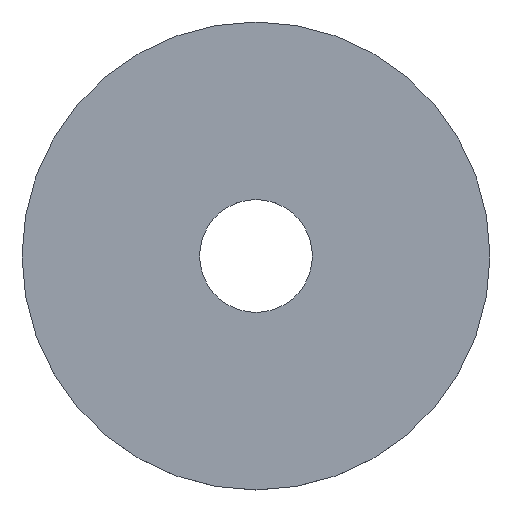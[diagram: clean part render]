
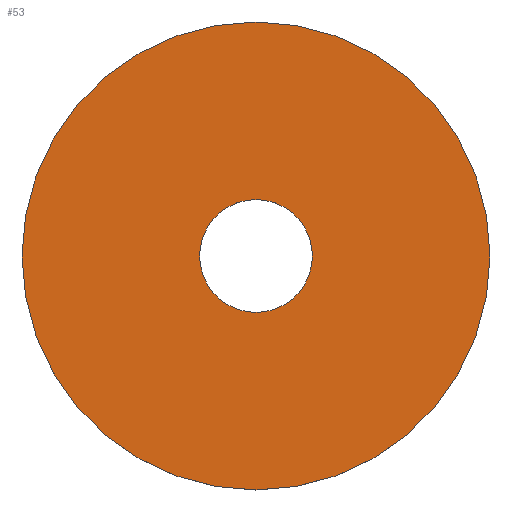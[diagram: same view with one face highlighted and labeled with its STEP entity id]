
A CAD part, top view. The second image highlights one B-rep face of the part: STEP entity #53.
In plain terms, the highlighted planar face has unit normal (0, 0, 1).
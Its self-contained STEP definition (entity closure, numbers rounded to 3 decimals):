
#7 = DIRECTION ( 'NONE',  ( 1., 0., 0. ) ) ;
#9 = CARTESIAN_POINT ( 'NONE',  ( -6.05, 0., 2. ) ) ;
#12 = CARTESIAN_POINT ( 'NONE',  ( 0., 0., 2. ) ) ;
#17 = EDGE_CURVE ( 'NONE', #34, #67, #189, .T. ) ;
#31 = VERTEX_POINT ( 'NONE', #168 ) ;
#34 = VERTEX_POINT ( 'NONE', #9 ) ;
#37 = CIRCLE ( 'NONE', #206, 6.05 ) ;
#38 = EDGE_CURVE ( 'NONE', #67, #34, #37, .T. ) ;
#39 = CARTESIAN_POINT ( 'NONE',  ( 6.05, 0., 2. ) ) ;
#42 = DIRECTION ( 'NONE',  ( 0., 0., 1. ) ) ;
#43 = AXIS2_PLACEMENT_3D ( 'NONE', #12, #42, #152 ) ;
#47 = AXIS2_PLACEMENT_3D ( 'NONE', #177, #211, #194 ) ;
#53 = ADVANCED_FACE ( 'NONE', ( #105, #166 ), #209, .T. ) ;
#59 = DIRECTION ( 'NONE',  ( 1., 0., 0. ) ) ;
#61 = DIRECTION ( 'NONE',  ( 0., 0., 1. ) ) ;
#66 = ORIENTED_EDGE ( 'NONE', *, *, #17, .F. ) ;
#67 = VERTEX_POINT ( 'NONE', #39 ) ;
#73 = ORIENTED_EDGE ( 'NONE', *, *, #204, .T. ) ;
#79 = EDGE_LOOP ( 'NONE', ( #179, #66 ) ) ;
#83 = CIRCLE ( 'NONE', #47, 25.1 ) ;
#86 = CIRCLE ( 'NONE', #193, 25.1 ) ;
#87 = AXIS2_PLACEMENT_3D ( 'NONE', #135, #137, #7 ) ;
#99 = ORIENTED_EDGE ( 'NONE', *, *, #147, .T. ) ;
#104 = DIRECTION ( 'NONE',  ( 0., 0., 1. ) ) ;
#105 = FACE_BOUND ( 'NONE', #79, .T. ) ;
#108 = CARTESIAN_POINT ( 'NONE',  ( 25.1, 0., 2. ) ) ;
#125 = CARTESIAN_POINT ( 'NONE',  ( 0., 0., 2. ) ) ;
#135 = CARTESIAN_POINT ( 'NONE',  ( 0., 0., 2. ) ) ;
#137 = DIRECTION ( 'NONE',  ( 0., 0., 1. ) ) ;
#144 = EDGE_LOOP ( 'NONE', ( #73, #99 ) ) ;
#147 = EDGE_CURVE ( 'NONE', #158, #31, #83, .T. ) ;
#152 = DIRECTION ( 'NONE',  ( 1., 0., 0. ) ) ;
#158 = VERTEX_POINT ( 'NONE', #108 ) ;
#166 = FACE_OUTER_BOUND ( 'NONE', #144, .T. ) ;
#168 = CARTESIAN_POINT ( 'NONE',  ( -25.1, 0., 2. ) ) ;
#177 = CARTESIAN_POINT ( 'NONE',  ( 0., 0., 2. ) ) ;
#179 = ORIENTED_EDGE ( 'NONE', *, *, #38, .F. ) ;
#189 = CIRCLE ( 'NONE', #43, 6.05 ) ;
#191 = CARTESIAN_POINT ( 'NONE',  ( 0., 0., 2. ) ) ;
#192 = DIRECTION ( 'NONE',  ( 1., 0., 0. ) ) ;
#193 = AXIS2_PLACEMENT_3D ( 'NONE', #125, #61, #59 ) ;
#194 = DIRECTION ( 'NONE',  ( 1., 0., 0. ) ) ;
#204 = EDGE_CURVE ( 'NONE', #31, #158, #86, .T. ) ;
#206 = AXIS2_PLACEMENT_3D ( 'NONE', #191, #104, #192 ) ;
#209 = PLANE ( 'NONE',  #87 ) ;
#211 = DIRECTION ( 'NONE',  ( 0., 0., 1. ) ) ;
